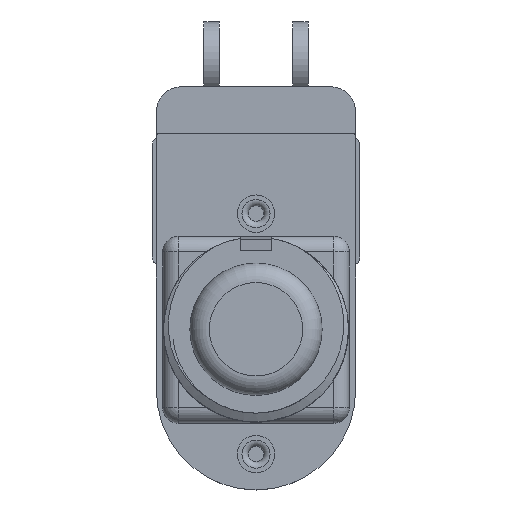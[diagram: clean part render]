
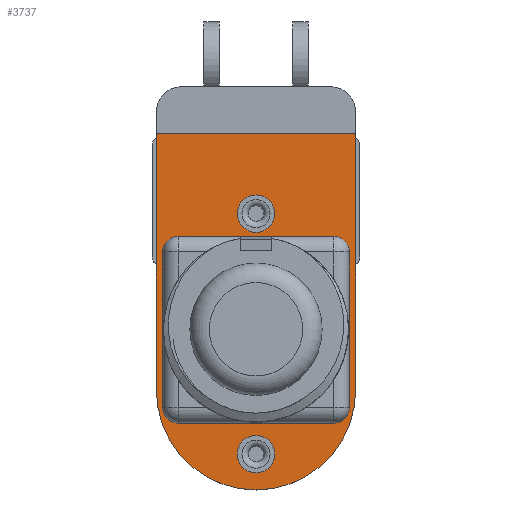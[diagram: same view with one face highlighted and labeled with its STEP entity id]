
A CAD part, top view. The second image highlights one B-rep face of the part: STEP entity #3737.
In plain terms, the highlighted planar face has unit normal (0, 0, 1).
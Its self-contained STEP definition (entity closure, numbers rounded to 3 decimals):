
#85=FACE_BOUND('',#724,.T.);
#86=FACE_BOUND('',#725,.T.);
#87=FACE_BOUND('',#726,.T.);
#483=FACE_OUTER_BOUND('',#723,.T.);
#723=EDGE_LOOP('',(#3354,#3355,#3356,#3357,#3358,#3359));
#724=EDGE_LOOP('',(#3360));
#725=EDGE_LOOP('',(#3361));
#726=EDGE_LOOP('',(#3362,#3363,#3364,#3365,#3366,#3367,#3368,#3369));
#1012=LINE('',#9052,#1314);
#1016=LINE('',#9065,#1318);
#1021=LINE('',#9081,#1323);
#1023=LINE('',#9090,#1325);
#1024=LINE('',#9102,#1326);
#1025=LINE('',#9106,#1327);
#1026=LINE('',#9109,#1328);
#1314=VECTOR('',#4903,10.);
#1318=VECTOR('',#4915,10.);
#1323=VECTOR('',#4936,10.);
#1325=VECTOR('',#4948,10.);
#1326=VECTOR('',#4965,10.);
#1327=VECTOR('',#4968,10.);
#1328=VECTOR('',#4971,10.);
#1453=CIRCLE('',#4054,1.);
#1456=CIRCLE('',#4059,1.);
#1459=CIRCLE('',#4064,1.);
#1460=CIRCLE('',#4066,1.);
#1461=CIRCLE('',#4069,6.4);
#1462=CIRCLE('',#4070,0.2);
#1463=CIRCLE('',#4071,0.2);
#1464=CIRCLE('',#4072,0.75);
#1465=CIRCLE('',#4073,0.75);
#1791=VERTEX_POINT('',#9049);
#1792=VERTEX_POINT('',#9051);
#1796=VERTEX_POINT('',#9062);
#1797=VERTEX_POINT('',#9064);
#1799=VERTEX_POINT('',#9078);
#1800=VERTEX_POINT('',#9080);
#1801=VERTEX_POINT('',#9087);
#1802=VERTEX_POINT('',#9089);
#1803=VERTEX_POINT('',#9098);
#1804=VERTEX_POINT('',#9099);
#1805=VERTEX_POINT('',#9101);
#1806=VERTEX_POINT('',#9103);
#1807=VERTEX_POINT('',#9105);
#1808=VERTEX_POINT('',#9107);
#1809=VERTEX_POINT('',#9110);
#1810=VERTEX_POINT('',#9112);
#2304=EDGE_CURVE('',#1792,#1791,#1012,.T.);
#2311=EDGE_CURVE('',#1797,#1796,#1016,.T.);
#2317=EDGE_CURVE('',#1797,#1791,#1453,.F.);
#2319=EDGE_CURVE('',#1800,#1799,#1021,.T.);
#2321=EDGE_CURVE('',#1800,#1796,#1456,.F.);
#2324=EDGE_CURVE('',#1802,#1801,#1023,.T.);
#2326=EDGE_CURVE('',#1802,#1799,#1459,.F.);
#2327=EDGE_CURVE('',#1792,#1801,#1460,.F.);
#2328=EDGE_CURVE('',#1803,#1804,#1461,.T.);
#2329=EDGE_CURVE('',#1803,#1805,#1024,.T.);
#2330=EDGE_CURVE('',#1806,#1805,#1462,.T.);
#2331=EDGE_CURVE('',#1807,#1806,#1025,.T.);
#2332=EDGE_CURVE('',#1808,#1807,#1463,.T.);
#2333=EDGE_CURVE('',#1804,#1808,#1026,.T.);
#2334=EDGE_CURVE('',#1809,#1809,#1464,.T.);
#2335=EDGE_CURVE('',#1810,#1810,#1465,.T.);
#3354=ORIENTED_EDGE('',*,*,#2328,.F.);
#3355=ORIENTED_EDGE('',*,*,#2329,.T.);
#3356=ORIENTED_EDGE('',*,*,#2330,.F.);
#3357=ORIENTED_EDGE('',*,*,#2331,.F.);
#3358=ORIENTED_EDGE('',*,*,#2332,.F.);
#3359=ORIENTED_EDGE('',*,*,#2333,.F.);
#3360=ORIENTED_EDGE('',*,*,#2334,.F.);
#3361=ORIENTED_EDGE('',*,*,#2335,.F.);
#3362=ORIENTED_EDGE('',*,*,#2324,.T.);
#3363=ORIENTED_EDGE('',*,*,#2327,.F.);
#3364=ORIENTED_EDGE('',*,*,#2304,.T.);
#3365=ORIENTED_EDGE('',*,*,#2317,.F.);
#3366=ORIENTED_EDGE('',*,*,#2311,.T.);
#3367=ORIENTED_EDGE('',*,*,#2321,.F.);
#3368=ORIENTED_EDGE('',*,*,#2319,.T.);
#3369=ORIENTED_EDGE('',*,*,#2326,.F.);
#3530=PLANE('',#4068);
#3737=ADVANCED_FACE('',(#483,#85,#86,#87),#3530,.F.);
#4054=AXIS2_PLACEMENT_3D('',#9076,#4930,#4931);
#4059=AXIS2_PLACEMENT_3D('',#9084,#4941,#4942);
#4064=AXIS2_PLACEMENT_3D('',#9093,#4953,#4954);
#4066=AXIS2_PLACEMENT_3D('',#9095,#4957,#4958);
#4068=AXIS2_PLACEMENT_3D('',#9097,#4961,#4962);
#4069=AXIS2_PLACEMENT_3D('',#9100,#4963,#4964);
#4070=AXIS2_PLACEMENT_3D('',#9104,#4966,#4967);
#4071=AXIS2_PLACEMENT_3D('',#9108,#4969,#4970);
#4072=AXIS2_PLACEMENT_3D('',#9111,#4972,#4973);
#4073=AXIS2_PLACEMENT_3D('',#9113,#4974,#4975);
#4903=DIRECTION('',(1.,0.,0.));
#4915=DIRECTION('',(0.,-1.,0.));
#4930=DIRECTION('center_axis',(0.,0.,-1.));
#4931=DIRECTION('ref_axis',(0.707,0.707,0.));
#4936=DIRECTION('',(-1.,0.,0.));
#4941=DIRECTION('center_axis',(0.,0.,-1.));
#4942=DIRECTION('ref_axis',(0.707,-0.707,0.));
#4948=DIRECTION('',(0.,1.,0.));
#4953=DIRECTION('center_axis',(0.,0.,-1.));
#4954=DIRECTION('ref_axis',(-0.707,-0.707,0.));
#4957=DIRECTION('center_axis',(0.,0.,-1.));
#4958=DIRECTION('ref_axis',(-0.707,0.707,0.));
#4961=DIRECTION('center_axis',(0.,0.,-1.));
#4962=DIRECTION('ref_axis',(1.,0.,0.));
#4963=DIRECTION('center_axis',(0.,0.,-1.));
#4964=DIRECTION('ref_axis',(1.,0.,0.));
#4965=DIRECTION('',(0.,1.,0.));
#4966=DIRECTION('center_axis',(0.,0.,-1.));
#4967=DIRECTION('ref_axis',(0.,1.,0.));
#4968=DIRECTION('',(1.,0.,0.));
#4969=DIRECTION('center_axis',(0.,0.,-1.));
#4970=DIRECTION('ref_axis',(-1.,0.,0.));
#4971=DIRECTION('',(0.,1.,0.));
#4972=DIRECTION('center_axis',(0.,0.,1.));
#4973=DIRECTION('ref_axis',(1.,0.,0.));
#4974=DIRECTION('center_axis',(0.,0.,1.));
#4975=DIRECTION('ref_axis',(1.,0.,0.));
#9049=CARTESIAN_POINT('',(5.,6.,-1.));
#9051=CARTESIAN_POINT('',(-5.,6.,-1.));
#9052=CARTESIAN_POINT('',(-5.,6.,-1.));
#9062=CARTESIAN_POINT('',(6.,-5.,-1.));
#9064=CARTESIAN_POINT('',(6.,5.,-1.));
#9065=CARTESIAN_POINT('',(6.,6.,-1.));
#9076=CARTESIAN_POINT('Origin',(5.,5.,-1.));
#9078=CARTESIAN_POINT('',(-5.,-6.,-1.));
#9080=CARTESIAN_POINT('',(5.,-6.,-1.));
#9081=CARTESIAN_POINT('',(6.,-6.,-1.));
#9084=CARTESIAN_POINT('Origin',(5.,-5.,-1.));
#9087=CARTESIAN_POINT('',(-6.,5.,-1.));
#9089=CARTESIAN_POINT('',(-6.,-5.,-1.));
#9090=CARTESIAN_POINT('',(-6.,-6.,-1.));
#9093=CARTESIAN_POINT('Origin',(-5.,-5.,-1.));
#9095=CARTESIAN_POINT('Origin',(-5.,5.,-1.));
#9097=CARTESIAN_POINT('Origin',(0.,1.16,-1.));
#9098=CARTESIAN_POINT('',(6.4,-3.89,-1.));
#9099=CARTESIAN_POINT('',(-6.4,-3.89,-1.));
#9100=CARTESIAN_POINT('Origin',(0.,-3.89,-1.));
#9101=CARTESIAN_POINT('',(6.4,12.41,-1.));
#9102=CARTESIAN_POINT('',(6.4,-3.89,-1.));
#9103=CARTESIAN_POINT('',(6.2,12.61,-1.));
#9104=CARTESIAN_POINT('Origin',(6.2,12.41,-1.));
#9105=CARTESIAN_POINT('',(-6.2,12.61,-1.));
#9106=CARTESIAN_POINT('',(-6.2,12.61,-1.));
#9107=CARTESIAN_POINT('',(-6.4,12.41,-1.));
#9108=CARTESIAN_POINT('Origin',(-6.2,12.41,-1.));
#9109=CARTESIAN_POINT('',(-6.4,-3.89,-1.));
#9110=CARTESIAN_POINT('',(-0.75,7.46,-1.));
#9111=CARTESIAN_POINT('Origin',(0.,7.46,-1.));
#9112=CARTESIAN_POINT('',(-0.75,-7.99,-1.));
#9113=CARTESIAN_POINT('Origin',(0.,-7.99,-1.));
